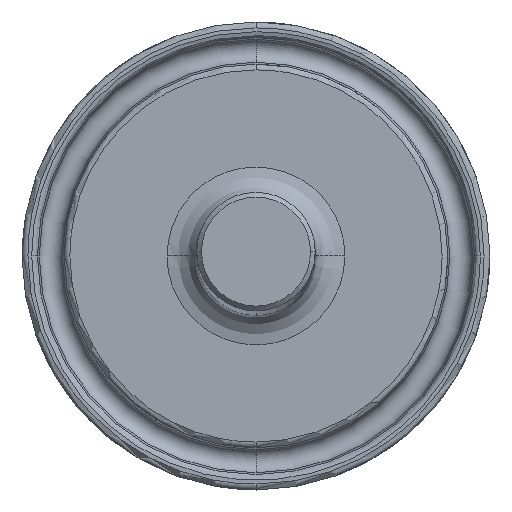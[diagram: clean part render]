
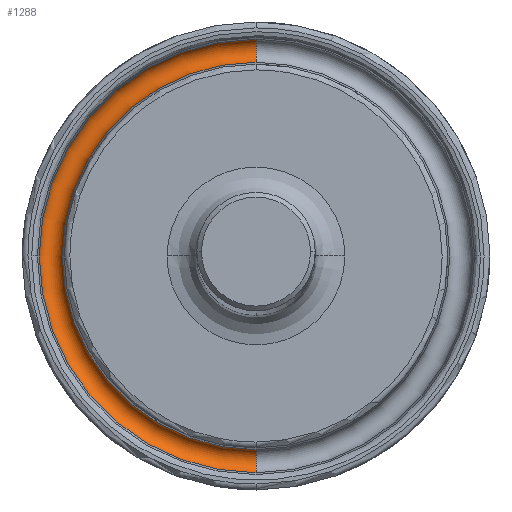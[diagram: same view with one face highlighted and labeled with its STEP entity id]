
A CAD part, top view. The second image highlights one B-rep face of the part: STEP entity #1288.
In plain terms, the highlighted toroidal (fillet/blend) face has major radius 21.996 mm and minor radius 1.27 mm.
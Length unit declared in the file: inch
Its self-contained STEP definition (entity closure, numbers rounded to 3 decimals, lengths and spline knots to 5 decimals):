
#42 = AXIS2_PLACEMENT_3D ( 'NONE', #2291, #1716, #1148 ) ;
#86 = ORIENTED_EDGE ( 'NONE', *, *, #1548, .F. ) ;
#108 = CARTESIAN_POINT ( 'NONE',  ( 0., 0.8177, 1.70108 ) ) ;
#178 = CARTESIAN_POINT ( 'NONE',  ( 0., 0.91465, 1.70246 ) ) ;
#183 = ORIENTED_EDGE ( 'NONE', *, *, #1858, .F. ) ;
#228 = DIRECTION ( 'NONE',  ( 1., 0., 0. ) ) ;
#249 = FACE_OUTER_BOUND ( 'NONE', #1135, .T. ) ;
#299 = DIRECTION ( 'NONE',  ( 0., 0., -1. ) ) ;
#329 = ORIENTED_EDGE ( 'NONE', *, *, #1941, .F. ) ;
#333 = VERTEX_POINT ( 'NONE', #1841 ) ;
#372 = CIRCLE ( 'NONE', #487, 0.8177 ) ;
#383 = CIRCLE ( 'NONE', #1927, 0.05 ) ;
#436 = DIRECTION ( 'NONE',  ( -1., 0., 0. ) ) ;
#441 = DIRECTION ( 'NONE',  ( 0., 0., 1. ) ) ;
#487 = AXIS2_PLACEMENT_3D ( 'NONE', #1595, #2006, #494 ) ;
#494 = DIRECTION ( 'NONE',  ( 0., 1., 0. ) ) ;
#876 = CIRCLE ( 'NONE', #1656, 0.05 ) ;
#882 = EDGE_CURVE ( 'NONE', #1868, #333, #383, .T. ) ;
#893 = CIRCLE ( 'NONE', #1798, 0.91465 ) ;
#1061 = DIRECTION ( 'NONE',  ( 0., 1., 0. ) ) ;
#1135 = EDGE_LOOP ( 'NONE', ( #86, #1934, #329, #183 ) ) ;
#1148 = DIRECTION ( 'NONE',  ( 0., 1., 0. ) ) ;
#1152 = CARTESIAN_POINT ( 'NONE',  ( 0., -0.866, 1.714 ) ) ;
#1288 = ADVANCED_FACE ( 'NONE', ( #249 ), #1321, .F. ) ;
#1321 = TOROIDAL_SURFACE ( 'NONE', #42, 0.866, 0.05 ) ;
#1345 = DIRECTION ( 'NONE',  ( 0., 1., 0. ) ) ;
#1429 = CARTESIAN_POINT ( 'NONE',  ( 0., 0., 1.70246 ) ) ;
#1519 = VERTEX_POINT ( 'NONE', #108 ) ;
#1535 = CARTESIAN_POINT ( 'NONE',  ( 0., 0.866, 1.714 ) ) ;
#1548 = EDGE_CURVE ( 'NONE', #1868, #1867, #893, .T. ) ;
#1595 = CARTESIAN_POINT ( 'NONE',  ( 0., 0., 1.70108 ) ) ;
#1656 = AXIS2_PLACEMENT_3D ( 'NONE', #1535, #436, #441 ) ;
#1716 = DIRECTION ( 'NONE',  ( 0., 0., -1. ) ) ;
#1740 = CARTESIAN_POINT ( 'NONE',  ( 0., -0.91465, 1.70246 ) ) ;
#1798 = AXIS2_PLACEMENT_3D ( 'NONE', #1429, #299, #1061 ) ;
#1841 = CARTESIAN_POINT ( 'NONE',  ( 0., -0.8177, 1.70108 ) ) ;
#1858 = EDGE_CURVE ( 'NONE', #1867, #1519, #876, .T. ) ;
#1867 = VERTEX_POINT ( 'NONE', #178 ) ;
#1868 = VERTEX_POINT ( 'NONE', #1740 ) ;
#1927 = AXIS2_PLACEMENT_3D ( 'NONE', #1152, #228, #1345 ) ;
#1934 = ORIENTED_EDGE ( 'NONE', *, *, #882, .T. ) ;
#1941 = EDGE_CURVE ( 'NONE', #1519, #333, #372, .T. ) ;
#2006 = DIRECTION ( 'NONE',  ( 0., 0., 1. ) ) ;
#2291 = CARTESIAN_POINT ( 'NONE',  ( 0., 0., 1.714 ) ) ;
